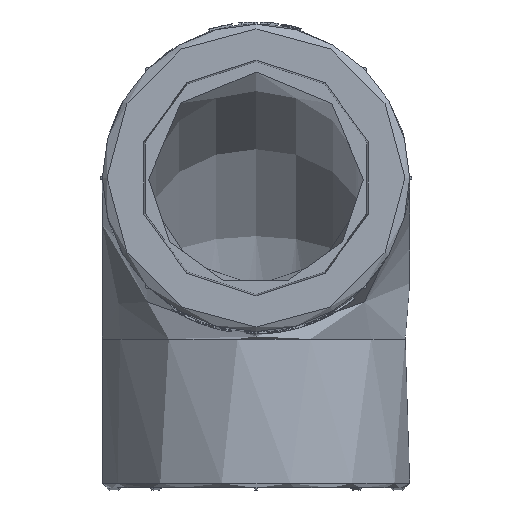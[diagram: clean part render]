
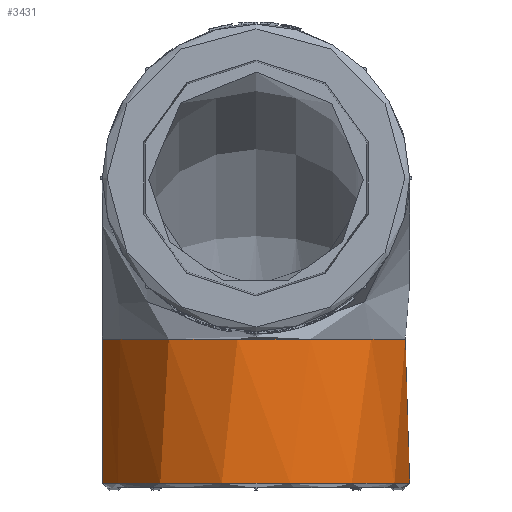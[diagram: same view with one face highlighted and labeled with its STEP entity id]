
A CAD part, front view. The second image highlights one B-rep face of the part: STEP entity #3431.
In plain terms, the highlighted cylindrical face has radius 16.5 mm (diameter 33 mm), a full revolution.
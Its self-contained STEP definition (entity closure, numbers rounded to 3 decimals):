
#3431=ADVANCED_FACE('',(#5425,#5426),#5171,.T.);
#5171=CYLINDRICAL_SURFACE('',#33356,16.5);
#5425=FACE_BOUND('',#5530,.T.);
#5426=FACE_BOUND('',#5531,.T.);
#5530=EDGE_LOOP('',(#14958));
#5531=EDGE_LOOP('',(#14959));
#14958=ORIENTED_EDGE('',*,*,#28219,.T.);
#14959=ORIENTED_EDGE('',*,*,#28220,.F.);
#24892=VERTEX_POINT('',#47758);
#24893=VERTEX_POINT('',#47760);
#28219=EDGE_CURVE('',#24892,#24892,#31983,.T.);
#28220=EDGE_CURVE('',#24893,#24893,#31984,.T.);
#31983=CIRCLE('',#33354,16.5);
#31984=CIRCLE('',#33355,16.5);
#33354=AXIS2_PLACEMENT_3D('',#47757,#38089,#38090);
#33355=AXIS2_PLACEMENT_3D('',#47759,#38091,#38092);
#33356=AXIS2_PLACEMENT_3D('',#47761,#38093,#38094);
#38089=DIRECTION('',(0.,0.,1.));
#38090=DIRECTION('',(-1.,0.,0.));
#38091=DIRECTION('',(0.,0.,1.));
#38092=DIRECTION('',(-1.,0.,0.));
#38093=DIRECTION('',(0.,0.,1.));
#38094=DIRECTION('',(1.,0.,0.));
#47757=CARTESIAN_POINT('',(0.,-70.3,-106.45));
#47758=CARTESIAN_POINT('',(-16.5,-70.3,-106.45));
#47759=CARTESIAN_POINT('',(0.,-70.3,-90.95));
#47760=CARTESIAN_POINT('',(-16.5,-70.3,-90.95));
#47761=CARTESIAN_POINT('',(0.,-70.3,-101.25));
